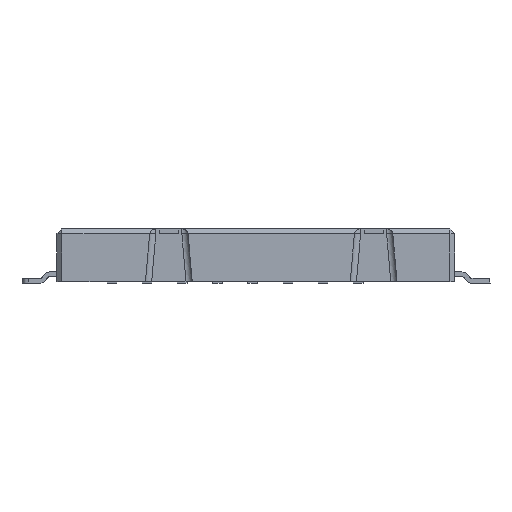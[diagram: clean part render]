
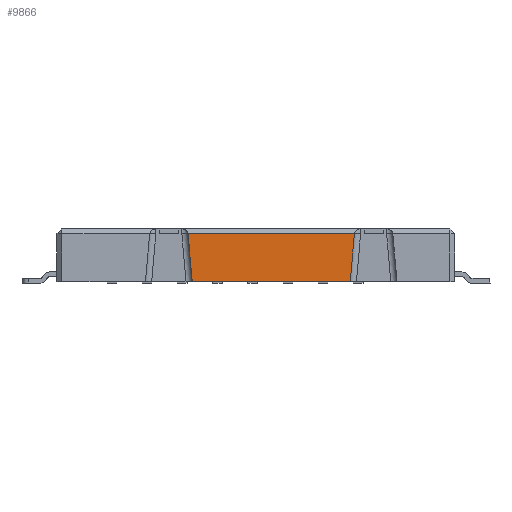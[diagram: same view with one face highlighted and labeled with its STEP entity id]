
A CAD part, front view. The second image highlights one B-rep face of the part: STEP entity #9866.
In plain terms, the highlighted planar face has unit normal (0, -1, 0).
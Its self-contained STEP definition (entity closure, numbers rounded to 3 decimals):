
#2221 = DIRECTION ( 'NONE',  ( -1., 0., 0. ) ) ;
#2222 = VECTOR ( 'NONE', #2221, 1000. ) ;
#2223 = CARTESIAN_POINT ( 'NONE',  ( 0.1, 0., -1.65 ) ) ;
#2224 = LINE ( 'NONE', #2223, #2222 ) ;
#2258 = LINE ( 'NONE', #2263, #2262 ) ;
#2261 = DIRECTION ( 'NONE',  ( 1., 0., 0. ) ) ;
#2262 = VECTOR ( 'NONE', #2261, 1000. ) ;
#2263 = CARTESIAN_POINT ( 'NONE',  ( 0.1, 0., -0.15 ) ) ;
#2598 = DIRECTION ( 'NONE',  ( 0., 0., -1. ) ) ;
#2599 = DIRECTION ( 'NONE',  ( 0., -1., 0. ) ) ;
#2600 = CARTESIAN_POINT ( 'NONE',  ( 0.1, 0., -0.15 ) ) ;
#2601 = AXIS2_PLACEMENT_3D ( 'NONE', #2600, #2599, #2598 ) ;
#2602 = PLANE ( 'NONE',  #2601 ) ;
#2660 = FACE_OUTER_BOUND ( 'NONE', #9608, .T. ) ;
#4221 = CARTESIAN_POINT ( 'NONE',  ( 9.164, 0., -1.65 ) ) ;
#4222 = DIRECTION ( 'NONE',  ( 0.087, 0., 0.996 ) ) ;
#4223 = VECTOR ( 'NONE', #4222, 1000. ) ;
#4224 = CARTESIAN_POINT ( 'NONE',  ( 9.164, 0., -1.65 ) ) ;
#4225 = LINE ( 'NONE', #4224, #4223 ) ;
#4232 = CARTESIAN_POINT ( 'NONE',  ( 9.295, 0., -0.15 ) ) ;
#4247 = DIRECTION ( 'NONE',  ( 0.087, 0., -0.996 ) ) ;
#4248 = VECTOR ( 'NONE', #4247, 1000. ) ;
#4249 = CARTESIAN_POINT ( 'NONE',  ( 4.095, 0., -0.15 ) ) ;
#4251 = LINE ( 'NONE', #4249, #4248 ) ;
#4407 = CARTESIAN_POINT ( 'NONE',  ( 4.095, 0., -0.15 ) ) ;
#4437 = CARTESIAN_POINT ( 'NONE',  ( 4.226, 0., -1.65 ) ) ;
#9608 = EDGE_LOOP ( 'NONE', ( #9611, #9612, #9614, #9615 ) ) ;
#9611 = ORIENTED_EDGE ( 'NONE', *, *, #11958, .T. ) ;
#9612 = ORIENTED_EDGE ( 'NONE', *, *, #9613, .F. ) ;
#9613 = EDGE_CURVE ( 'NONE', #11977, #12028, #2224, .T. ) ;
#9614 = ORIENTED_EDGE ( 'NONE', *, *, #11976, .T. ) ;
#9615 = ORIENTED_EDGE ( 'NONE', *, *, #9617, .F. ) ;
#9617 = EDGE_CURVE ( 'NONE', #12019, #11971, #2258, .T. ) ;
#9866 = ADVANCED_FACE ( 'NONE', ( #2660 ), #2602, .T. ) ;
#11958 = EDGE_CURVE ( 'NONE', #12019, #12028, #4251, .T. ) ;
#11971 = VERTEX_POINT ( 'NONE', #4232 ) ;
#11976 = EDGE_CURVE ( 'NONE', #11977, #11971, #4225, .T. ) ;
#11977 = VERTEX_POINT ( 'NONE', #4221 ) ;
#12019 = VERTEX_POINT ( 'NONE', #4407 ) ;
#12028 = VERTEX_POINT ( 'NONE', #4437 ) ;
